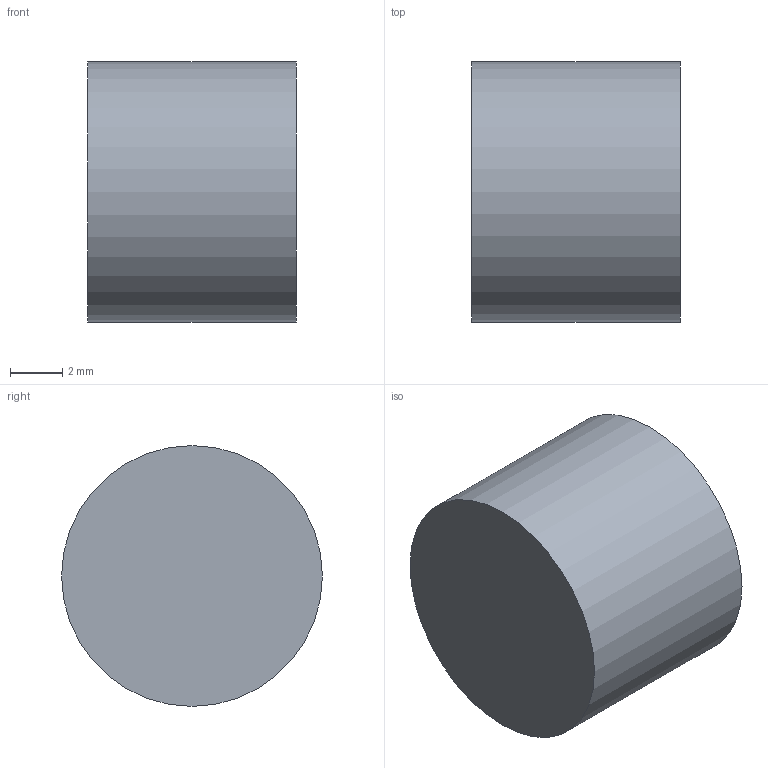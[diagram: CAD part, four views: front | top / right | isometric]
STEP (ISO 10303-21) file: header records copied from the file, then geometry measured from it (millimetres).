
FILE_DESCRIPTION( ( 'STEP AP214' ), '1' );
FILE_NAME( 'SKINTOP DV-M 16 Art. Nr. 54113010.stp', '2020-06-02T10:22:10', ( 'License CC BY-ND 4.0' ), ( 'CADENAS' ), ' ', 'PARTsolutions', ' ' );
FILE_SCHEMA( ( 'AUTOMOTIVE_DESIGN { 1 0 10303 214 1 1 1 1 }' ) );
Length unit declared in the file: millimetre
Products named in the file (1): _SKINTOP DV-M 16      Art. Nr. 54113010
Bounding box: 8 x 10 x 10 mm (x, y, z)
Volume: 626.3 mm3; surface area: 416.8 mm2
Topology: 1 solids, 1 shells, 29 faces, 75 edges, 50 vertices
Faces by surface type: plane 18, cylinder 11
Full cylindrical faces by diameter (mm): 10 x1
Entity records: 1134 total; most frequent: DIRECTION 156, CARTESIAN_POINT 154, ORIENTED_EDGE 148, EDGE_CURVE 74, AXIS2_PLACEMENT_3D 52, LINE 52, VECTOR 52, VERTEX_POINT 50
